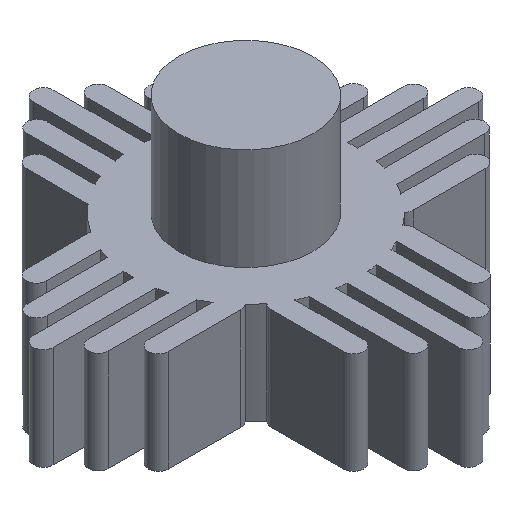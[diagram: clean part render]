
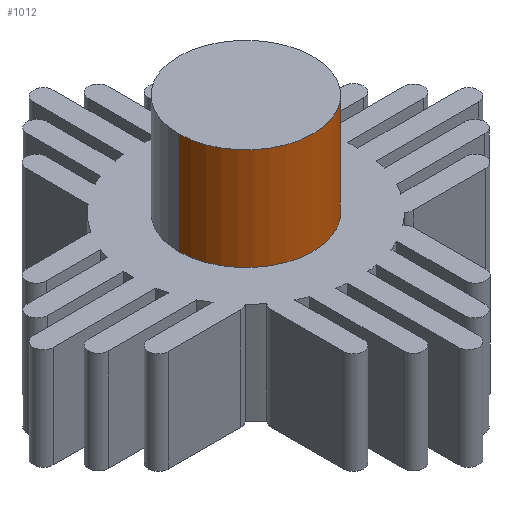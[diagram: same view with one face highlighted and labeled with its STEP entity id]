
A CAD part, isometric view. The second image highlights one B-rep face of the part: STEP entity #1012.
In plain terms, the highlighted cylindrical face has radius 6.585 mm (diameter 13.17 mm), a partial arc.
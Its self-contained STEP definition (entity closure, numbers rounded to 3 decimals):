
#35 = AXIS2_PLACEMENT_3D ( 'NONE', #602, #556, #1050 ) ;
#72 = VERTEX_POINT ( 'NONE', #2134 ) ;
#100 = AXIS2_PLACEMENT_3D ( 'NONE', #1549, #1400, #1116 ) ;
#361 = CARTESIAN_POINT ( 'NONE',  ( 31.985, 26.4, 20. ) ) ;
#488 = ORIENTED_EDGE ( 'NONE', *, *, #2883, .F. ) ;
#551 = FACE_OUTER_BOUND ( 'NONE', #1296, .T. ) ;
#556 = DIRECTION ( 'NONE',  ( 0., 0., 1. ) ) ;
#569 = ORIENTED_EDGE ( 'NONE', *, *, #985, .T. ) ;
#591 = LINE ( 'NONE', #1461, #2457 ) ;
#602 = CARTESIAN_POINT ( 'NONE',  ( 25.4, 26.4, 10. ) ) ;
#827 = DIRECTION ( 'NONE',  ( -1., 0., 0. ) ) ;
#865 = CIRCLE ( 'NONE', #35, 6.585 ) ;
#985 = EDGE_CURVE ( 'NONE', #72, #2904, #591, .T. ) ;
#1012 = ADVANCED_FACE ( 'NONE', ( #551 ), #1789, .T. ) ;
#1032 = VECTOR ( 'NONE', #2578, 1000. ) ;
#1050 = DIRECTION ( 'NONE',  ( 1., 0., 0. ) ) ;
#1101 = LINE ( 'NONE', #2940, #1032 ) ;
#1116 = DIRECTION ( 'NONE',  ( 1., 0., 0. ) ) ;
#1129 = CARTESIAN_POINT ( 'NONE',  ( 18.815, 26.4, 10. ) ) ;
#1208 = ORIENTED_EDGE ( 'NONE', *, *, #2168, .F. ) ;
#1231 = CARTESIAN_POINT ( 'NONE',  ( 31.985, 26.4, 10. ) ) ;
#1296 = EDGE_LOOP ( 'NONE', ( #1208, #488, #569, #2603 ) ) ;
#1400 = DIRECTION ( 'NONE',  ( 0., 0., 1. ) ) ;
#1461 = CARTESIAN_POINT ( 'NONE',  ( 18.815, 26.4, 20. ) ) ;
#1469 = VERTEX_POINT ( 'NONE', #1231 ) ;
#1530 = CARTESIAN_POINT ( 'NONE',  ( 25.4, 26.4, 20. ) ) ;
#1549 = CARTESIAN_POINT ( 'NONE',  ( 25.4, 26.4, 20. ) ) ;
#1789 = CYLINDRICAL_SURFACE ( 'NONE', #3001, 6.585 ) ;
#1825 = VERTEX_POINT ( 'NONE', #361 ) ;
#1911 = CIRCLE ( 'NONE', #100, 6.585 ) ;
#2134 = CARTESIAN_POINT ( 'NONE',  ( 18.815, 26.4, 20. ) ) ;
#2168 = EDGE_CURVE ( 'NONE', #1825, #1469, #1101, .T. ) ;
#2260 = DIRECTION ( 'NONE',  ( 0., 0., -1. ) ) ;
#2457 = VECTOR ( 'NONE', #2260, 1000. ) ;
#2578 = DIRECTION ( 'NONE',  ( 0., 0., -1. ) ) ;
#2603 = ORIENTED_EDGE ( 'NONE', *, *, #3082, .T. ) ;
#2790 = DIRECTION ( 'NONE',  ( 0., 0., -1. ) ) ;
#2883 = EDGE_CURVE ( 'NONE', #72, #1825, #1911, .T. ) ;
#2904 = VERTEX_POINT ( 'NONE', #1129 ) ;
#2940 = CARTESIAN_POINT ( 'NONE',  ( 31.985, 26.4, 20. ) ) ;
#3001 = AXIS2_PLACEMENT_3D ( 'NONE', #1530, #2790, #827 ) ;
#3082 = EDGE_CURVE ( 'NONE', #2904, #1469, #865, .T. ) ;
